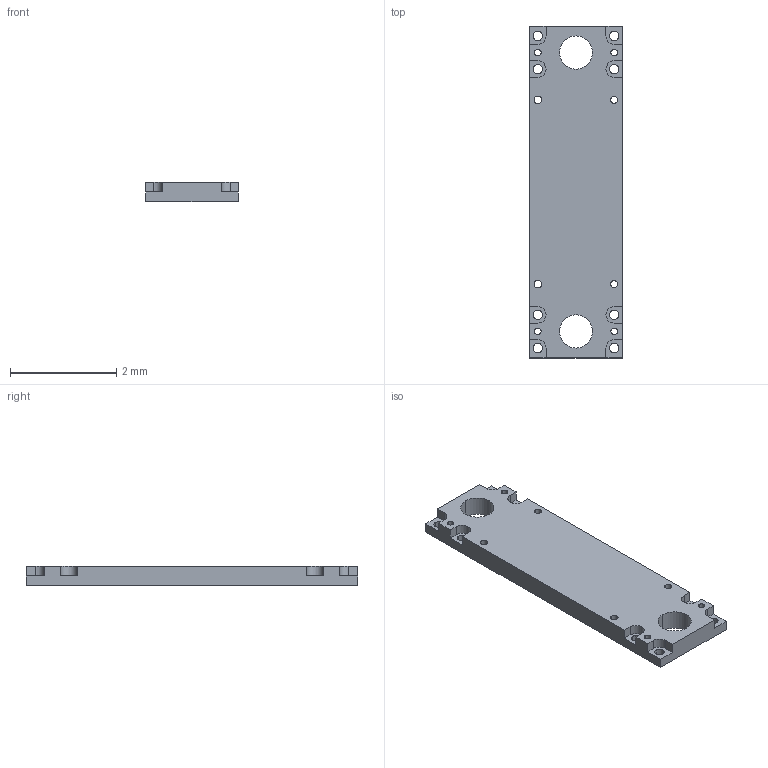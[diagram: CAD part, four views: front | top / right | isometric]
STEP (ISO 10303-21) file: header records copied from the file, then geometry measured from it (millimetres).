
FILE_DESCRIPTION(('produced by SPATIAL CORP'),'2;1');
FILE_NAME( 'rear_plate_36.hh.sat.stp', '2002-04-12T11:50:56+00:00',('SPATIAL CORP'),('SPATIAL CORP'), 'ACIS STEP Husk','http://www.spatial.com','SPATIAL CORP');
FILE_SCHEMA(('CONFIG_CONTROL_DESIGN'));
Length unit declared in the file: millimetre
Products named in the file (1): PRODUCT_ID_1
Bounding box: 1.75 x 6.25 x 0.38 mm (x, y, z)
Volume: 3.6 mm3; surface area: 30 mm2
Topology: 1 solids, 1 shells, 80 faces, 228 edges, 152 vertices
Faces by surface type: cylinder 48, plane 32
Entity records: 2505 total; most frequent: ORIENTED_EDGE 456, CARTESIAN_POINT 400, DIRECTION 364, EDGE_CURVE 228, VERTEX_POINT 152, VECTOR 132, LINE 132, EDGE_LOOP 118
